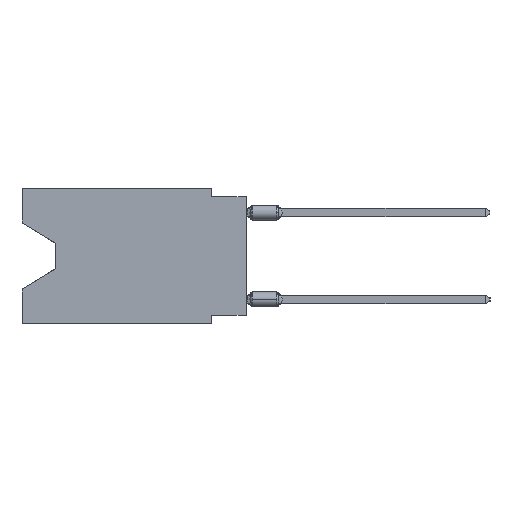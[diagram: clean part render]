
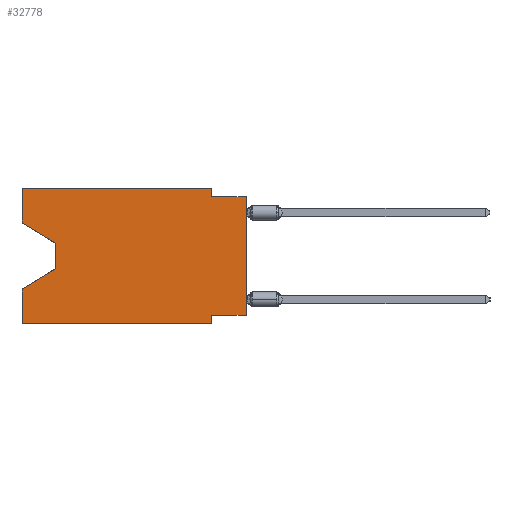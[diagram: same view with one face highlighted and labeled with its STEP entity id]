
A CAD part, left-side view. The second image highlights one B-rep face of the part: STEP entity #32778.
In plain terms, the highlighted planar face has unit normal (-1, 0, 0).
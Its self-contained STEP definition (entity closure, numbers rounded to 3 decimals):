
#1095 = CARTESIAN_POINT ( 'NONE',  ( 0., 13.97, -4.013 ) ) ;
#1475 = VERTEX_POINT ( 'NONE', #35809 ) ;
#1652 = CARTESIAN_POINT ( 'NONE',  ( 0., 16.383, -9.906 ) ) ;
#2195 = VECTOR ( 'NONE', #37456, 1000. ) ;
#2344 = EDGE_CURVE ( 'NONE', #27562, #6065, #29095, .T. ) ;
#2702 = CARTESIAN_POINT ( 'NONE',  ( 0., 16.383, 0. ) ) ;
#4408 = DIRECTION ( 'NONE',  ( 0., -0.855, -0.519 ) ) ;
#5088 = DIRECTION ( 'NONE',  ( 0., 0., -1. ) ) ;
#5239 = CARTESIAN_POINT ( 'NONE',  ( 0., 13.97, -4.013 ) ) ;
#5289 = DIRECTION ( 'NONE',  ( 1., 0., 0. ) ) ;
#5490 = PLANE ( 'NONE',  #23794 ) ;
#5737 = EDGE_CURVE ( 'NONE', #7090, #34450, #23769, .T. ) ;
#5852 = CARTESIAN_POINT ( 'NONE',  ( 0., 16.383, -9.906 ) ) ;
#6065 = VERTEX_POINT ( 'NONE', #31913 ) ;
#6265 = ORIENTED_EDGE ( 'NONE', *, *, #5737, .F. ) ;
#6902 = ORIENTED_EDGE ( 'NONE', *, *, #22745, .T. ) ;
#7090 = VERTEX_POINT ( 'NONE', #2702 ) ;
#7425 = VECTOR ( 'NONE', #13874, 1000. ) ;
#7725 = CARTESIAN_POINT ( 'NONE',  ( 0., 0., -0.635 ) ) ;
#7861 = ORIENTED_EDGE ( 'NONE', *, *, #35730, .T. ) ;
#8409 = VERTEX_POINT ( 'NONE', #27989 ) ;
#8605 = ORIENTED_EDGE ( 'NONE', *, *, #31348, .F. ) ;
#9032 = CARTESIAN_POINT ( 'NONE',  ( 0., 0., 0. ) ) ;
#9163 = VECTOR ( 'NONE', #13999, 1000. ) ;
#9388 = VECTOR ( 'NONE', #10109, 1000. ) ;
#10048 = EDGE_CURVE ( 'NONE', #11861, #1475, #25735, .T. ) ;
#10109 = DIRECTION ( 'NONE',  ( 0., 0., -1. ) ) ;
#10115 = LINE ( 'NONE', #22347, #33953 ) ;
#10609 = LINE ( 'NONE', #25636, #2195 ) ;
#11291 = DIRECTION ( 'NONE',  ( 0., 0., -1. ) ) ;
#11743 = VERTEX_POINT ( 'NONE', #19278 ) ;
#11861 = VERTEX_POINT ( 'NONE', #5239 ) ;
#12023 = CARTESIAN_POINT ( 'NONE',  ( 0., 16.383, -7.36 ) ) ;
#12130 = VECTOR ( 'NONE', #4408, 1000. ) ;
#12987 = ORIENTED_EDGE ( 'NONE', *, *, #35755, .F. ) ;
#13434 = LINE ( 'NONE', #33877, #12130 ) ;
#13874 = DIRECTION ( 'NONE',  ( 0., -1., 0. ) ) ;
#13999 = DIRECTION ( 'NONE',  ( 0., 0., -1. ) ) ;
#14333 = LINE ( 'NONE', #29760, #18051 ) ;
#14640 = LINE ( 'NONE', #32863, #15662 ) ;
#15662 = VECTOR ( 'NONE', #17643, 1000. ) ;
#16390 = LINE ( 'NONE', #28624, #9163 ) ;
#17643 = DIRECTION ( 'NONE',  ( 0., 0.855, -0.519 ) ) ;
#18051 = VECTOR ( 'NONE', #20951, 1000. ) ;
#18829 = VERTEX_POINT ( 'NONE', #12023 ) ;
#19278 = CARTESIAN_POINT ( 'NONE',  ( 0., 16.383, -2.546 ) ) ;
#20223 = EDGE_CURVE ( 'NONE', #34450, #30121, #38929, .T. ) ;
#20529 = FACE_OUTER_BOUND ( 'NONE', #34892, .T. ) ;
#20697 = CARTESIAN_POINT ( 'NONE',  ( 0., 2.54, 0. ) ) ;
#20951 = DIRECTION ( 'NONE',  ( 0., 1., 0. ) ) ;
#21160 = ORIENTED_EDGE ( 'NONE', *, *, #20223, .F. ) ;
#21495 = LINE ( 'NONE', #33704, #25862 ) ;
#21639 = CARTESIAN_POINT ( 'NONE',  ( 0., 2.54, 0. ) ) ;
#22347 = CARTESIAN_POINT ( 'NONE',  ( 0., 16.383, 0. ) ) ;
#22538 = DIRECTION ( 'NONE',  ( 0., 0., 1. ) ) ;
#22600 = ORIENTED_EDGE ( 'NONE', *, *, #34589, .F. ) ;
#22717 = ORIENTED_EDGE ( 'NONE', *, *, #10048, .T. ) ;
#22745 = EDGE_CURVE ( 'NONE', #1475, #18829, #14640, .T. ) ;
#23769 = LINE ( 'NONE', #32356, #33788 ) ;
#23794 = AXIS2_PLACEMENT_3D ( 'NONE', #32733, #5289, #5088 ) ;
#25636 = CARTESIAN_POINT ( 'NONE',  ( 0., 16.383, 0. ) ) ;
#25735 = LINE ( 'NONE', #1095, #9388 ) ;
#25862 = VECTOR ( 'NONE', #36920, 1000. ) ;
#26624 = ORIENTED_EDGE ( 'NONE', *, *, #33381, .F. ) ;
#27562 = VERTEX_POINT ( 'NONE', #5852 ) ;
#27731 = EDGE_CURVE ( 'NONE', #11743, #11861, #13434, .T. ) ;
#27989 = CARTESIAN_POINT ( 'NONE',  ( 0., 2.54, -9.271 ) ) ;
#28530 = CARTESIAN_POINT ( 'NONE',  ( 0., 2.54, -0.635 ) ) ;
#28624 = CARTESIAN_POINT ( 'NONE',  ( 0., 2.54, -9.906 ) ) ;
#29095 = LINE ( 'NONE', #1652, #7425 ) ;
#29760 = CARTESIAN_POINT ( 'NONE',  ( 0., 0., -9.271 ) ) ;
#30077 = VERTEX_POINT ( 'NONE', #37355 ) ;
#30121 = VERTEX_POINT ( 'NONE', #28530 ) ;
#30923 = ORIENTED_EDGE ( 'NONE', *, *, #27731, .T. ) ;
#31036 = LINE ( 'NONE', #9032, #36736 ) ;
#31282 = ORIENTED_EDGE ( 'NONE', *, *, #35269, .F. ) ;
#31348 = EDGE_CURVE ( 'NONE', #11743, #7090, #10115, .T. ) ;
#31678 = VECTOR ( 'NONE', #11291, 1000. ) ;
#31913 = CARTESIAN_POINT ( 'NONE',  ( 0., 2.54, -9.906 ) ) ;
#32356 = CARTESIAN_POINT ( 'NONE',  ( 0., 16.383, 0. ) ) ;
#32733 = CARTESIAN_POINT ( 'NONE',  ( 0., 16.383, 0. ) ) ;
#32778 = ADVANCED_FACE ( 'NONE', ( #20529 ), #5490, .F. ) ;
#32863 = CARTESIAN_POINT ( 'NONE',  ( 0., 13.97, -5.893 ) ) ;
#33381 = EDGE_CURVE ( 'NONE', #30077, #8409, #14333, .T. ) ;
#33704 = CARTESIAN_POINT ( 'NONE',  ( 0., 0., -0.635 ) ) ;
#33788 = VECTOR ( 'NONE', #35984, 1000. ) ;
#33877 = CARTESIAN_POINT ( 'NONE',  ( 0., 16.383, -2.546 ) ) ;
#33953 = VECTOR ( 'NONE', #22538, 1000. ) ;
#34450 = VERTEX_POINT ( 'NONE', #21639 ) ;
#34589 = EDGE_CURVE ( 'NONE', #8409, #6065, #16390, .T. ) ;
#34892 = EDGE_LOOP ( 'NONE', ( #30923, #22717, #6902, #12987, #36349, #22600, #26624, #7861, #31282, #21160, #6265, #8605 ) ) ;
#35269 = EDGE_CURVE ( 'NONE', #30121, #38693, #21495, .T. ) ;
#35730 = EDGE_CURVE ( 'NONE', #30077, #38693, #31036, .T. ) ;
#35755 = EDGE_CURVE ( 'NONE', #27562, #18829, #10609, .T. ) ;
#35809 = CARTESIAN_POINT ( 'NONE',  ( 0., 13.97, -5.893 ) ) ;
#35984 = DIRECTION ( 'NONE',  ( 0., -1., 0. ) ) ;
#36349 = ORIENTED_EDGE ( 'NONE', *, *, #2344, .T. ) ;
#36736 = VECTOR ( 'NONE', #37068, 1000. ) ;
#36920 = DIRECTION ( 'NONE',  ( 0., -1., 0. ) ) ;
#37068 = DIRECTION ( 'NONE',  ( 0., 0., 1. ) ) ;
#37355 = CARTESIAN_POINT ( 'NONE',  ( 0., 0., -9.271 ) ) ;
#37456 = DIRECTION ( 'NONE',  ( 0., 0., 1. ) ) ;
#38693 = VERTEX_POINT ( 'NONE', #7725 ) ;
#38929 = LINE ( 'NONE', #20697, #31678 ) ;
